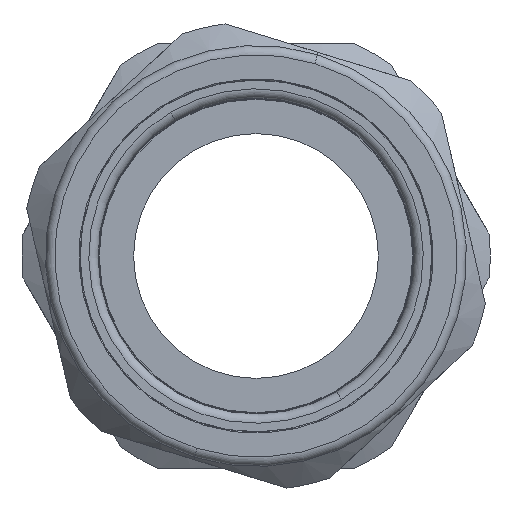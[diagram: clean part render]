
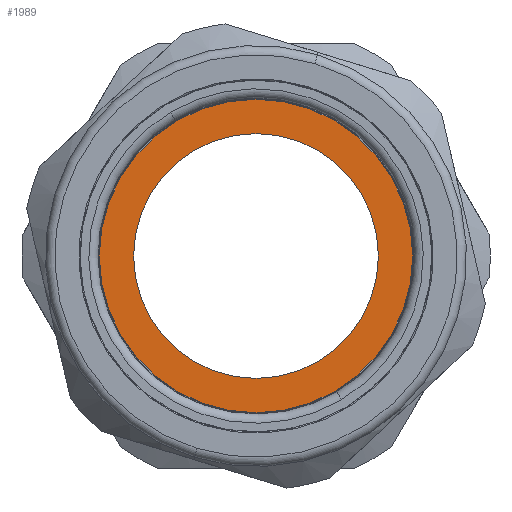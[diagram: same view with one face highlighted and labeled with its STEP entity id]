
A CAD part, left-side view. The second image highlights one B-rep face of the part: STEP entity #1989.
In plain terms, the highlighted planar face has unit normal (-1, 0, 0).
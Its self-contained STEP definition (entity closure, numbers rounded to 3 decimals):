
#87 = VERTEX_POINT ( 'NONE', #1670 ) ;
#362 = CIRCLE ( 'NONE', #3452, 13.225 ) ;
#408 = DIRECTION ( 'NONE',  ( -1., 0., 0. ) ) ;
#410 = EDGE_CURVE ( 'NONE', #2564, #1303, #3206, .T. ) ;
#455 = FACE_OUTER_BOUND ( 'NONE', #1655, .T. ) ;
#519 = AXIS2_PLACEMENT_3D ( 'NONE', #3036, #3572, #1324 ) ;
#584 = CIRCLE ( 'NONE', #1845, 16.938 ) ;
#688 = DIRECTION ( 'NONE',  ( -1., 0., 0. ) ) ;
#763 = CARTESIAN_POINT ( 'NONE',  ( 20.7, 0., 0. ) ) ;
#958 = CARTESIAN_POINT ( 'NONE',  ( 20.7, 0., -16.938 ) ) ;
#1062 = DIRECTION ( 'NONE',  ( 0., 0., 1. ) ) ;
#1099 = ORIENTED_EDGE ( 'NONE', *, *, #410, .T. ) ;
#1123 = CARTESIAN_POINT ( 'NONE',  ( 20.7, 0., 0. ) ) ;
#1188 = VERTEX_POINT ( 'NONE', #3537 ) ;
#1241 = CARTESIAN_POINT ( 'NONE',  ( 20.7, 0., 0. ) ) ;
#1252 = CARTESIAN_POINT ( 'NONE',  ( 20.7, 0., 0. ) ) ;
#1276 = EDGE_CURVE ( 'NONE', #1303, #2564, #584, .T. ) ;
#1303 = VERTEX_POINT ( 'NONE', #2481 ) ;
#1324 = DIRECTION ( 'NONE',  ( 0., 0., 1. ) ) ;
#1454 = DIRECTION ( 'NONE',  ( -1., 0., 0. ) ) ;
#1635 = FACE_BOUND ( 'NONE', #1939, .T. ) ;
#1655 = EDGE_LOOP ( 'NONE', ( #1676, #1099 ) ) ;
#1670 = CARTESIAN_POINT ( 'NONE',  ( 20.7, 0., 13.225 ) ) ;
#1676 = ORIENTED_EDGE ( 'NONE', *, *, #1276, .T. ) ;
#1695 = DIRECTION ( 'NONE',  ( 0., 0., 1. ) ) ;
#1703 = ORIENTED_EDGE ( 'NONE', *, *, #3006, .F. ) ;
#1845 = AXIS2_PLACEMENT_3D ( 'NONE', #763, #2769, #1062 ) ;
#1906 = PLANE ( 'NONE',  #519 ) ;
#1939 = EDGE_LOOP ( 'NONE', ( #1703, #3050 ) ) ;
#1989 = ADVANCED_FACE ( 'NONE', ( #1635, #455 ), #1906, .T. ) ;
#2435 = AXIS2_PLACEMENT_3D ( 'NONE', #1252, #408, #2980 ) ;
#2456 = EDGE_CURVE ( 'NONE', #1188, #87, #362, .T. ) ;
#2481 = CARTESIAN_POINT ( 'NONE',  ( 20.7, 0., 16.938 ) ) ;
#2564 = VERTEX_POINT ( 'NONE', #958 ) ;
#2719 = DIRECTION ( 'NONE',  ( 0., 0., 1. ) ) ;
#2769 = DIRECTION ( 'NONE',  ( -1., 0., 0. ) ) ;
#2980 = DIRECTION ( 'NONE',  ( 0., 0., 1. ) ) ;
#3006 = EDGE_CURVE ( 'NONE', #87, #1188, #3534, .T. ) ;
#3011 = AXIS2_PLACEMENT_3D ( 'NONE', #1241, #688, #2719 ) ;
#3036 = CARTESIAN_POINT ( 'NONE',  ( 20.7, 0., 0. ) ) ;
#3050 = ORIENTED_EDGE ( 'NONE', *, *, #2456, .F. ) ;
#3206 = CIRCLE ( 'NONE', #3011, 16.938 ) ;
#3452 = AXIS2_PLACEMENT_3D ( 'NONE', #1123, #1454, #1695 ) ;
#3534 = CIRCLE ( 'NONE', #2435, 13.225 ) ;
#3537 = CARTESIAN_POINT ( 'NONE',  ( 20.7, 0., -13.225 ) ) ;
#3572 = DIRECTION ( 'NONE',  ( -1., 0., 0. ) ) ;
